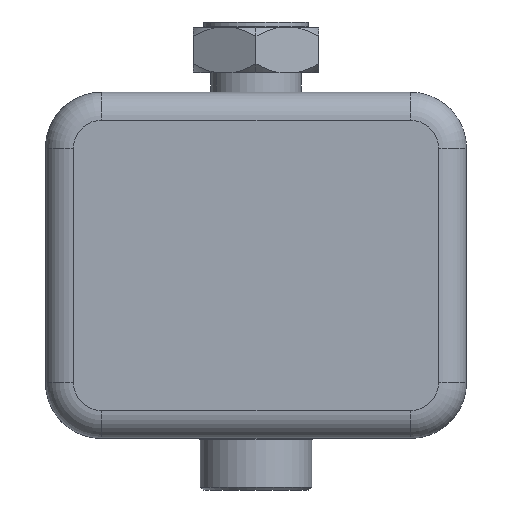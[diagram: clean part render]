
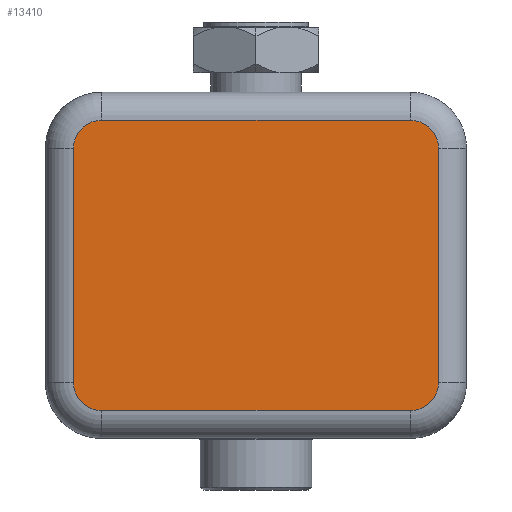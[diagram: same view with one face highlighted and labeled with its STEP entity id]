
A CAD part, left-side view. The second image highlights one B-rep face of the part: STEP entity #13410.
In plain terms, the highlighted planar face has unit normal (-1, 0, 0).
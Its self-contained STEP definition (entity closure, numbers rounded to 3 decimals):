
#12996=CARTESIAN_POINT('Vertex',(-88.,82.5,-77.5)) ;
#12999=CARTESIAN_POINT('Axis2P3D Location',(-88.,82.5,-62.5)) ;
#13003=CARTESIAN_POINT('Vertex',(-88.,97.5,-62.5)) ;
#13023=CARTESIAN_POINT('Line Origine',(-88.,97.5,0.)) ;
#13027=CARTESIAN_POINT('Vertex',(-88.,97.5,62.5)) ;
#13263=CARTESIAN_POINT('Axis2P3D Location',(-88.,82.5,62.5)) ;
#13267=CARTESIAN_POINT('Vertex',(-88.,82.5,77.5)) ;
#13287=CARTESIAN_POINT('Line Origine',(-88.,0.,77.5)) ;
#13291=CARTESIAN_POINT('Vertex',(-88.,-82.5,77.5)) ;
#13311=CARTESIAN_POINT('Axis2P3D Location',(-88.,-82.5,62.5)) ;
#13315=CARTESIAN_POINT('Vertex',(-88.,-97.5,62.5)) ;
#13335=CARTESIAN_POINT('Line Origine',(-88.,-97.5,0.)) ;
#13339=CARTESIAN_POINT('Vertex',(-88.,-97.5,-62.5)) ;
#13359=CARTESIAN_POINT('Axis2P3D Location',(-88.,-82.5,-62.5)) ;
#13363=CARTESIAN_POINT('Vertex',(-88.,-82.5,-77.5)) ;
#13383=CARTESIAN_POINT('Line Origine',(-88.,0.,-77.5)) ;
#13395=CARTESIAN_POINT('Axis2P3D Location',(-88.,0.,0.)) ;
#13025=VECTOR('Line Direction',#13024,1.) ;
#13289=VECTOR('Line Direction',#13288,1.) ;
#13337=VECTOR('Line Direction',#13336,1.) ;
#13385=VECTOR('Line Direction',#13384,1.) ;
#13000=DIRECTION('Axis2P3D Direction',(1.,0.,0.)) ;
#13024=DIRECTION('Vector Direction',(0.,0.,1.)) ;
#13264=DIRECTION('Axis2P3D Direction',(1.,0.,0.)) ;
#13288=DIRECTION('Vector Direction',(0.,1.,0.)) ;
#13312=DIRECTION('Axis2P3D Direction',(1.,0.,0.)) ;
#13336=DIRECTION('Vector Direction',(0.,0.,-1.)) ;
#13360=DIRECTION('Axis2P3D Direction',(1.,0.,0.)) ;
#13384=DIRECTION('Vector Direction',(0.,-1.,0.)) ;
#13396=DIRECTION('Axis2P3D Direction',(1.,0.,0.)) ;
#13397=DIRECTION('Axis2P3D XDirection',(0.,1.,0.)) ;
#13001=AXIS2_PLACEMENT_3D('Circle Axis2P3D',#12999,#13000,$) ;
#13265=AXIS2_PLACEMENT_3D('Circle Axis2P3D',#13263,#13264,$) ;
#13313=AXIS2_PLACEMENT_3D('Circle Axis2P3D',#13311,#13312,$) ;
#13361=AXIS2_PLACEMENT_3D('Circle Axis2P3D',#13359,#13360,$) ;
#13398=AXIS2_PLACEMENT_3D('Plane Axis2P3D',#13395,#13396,#13397) ;
#13026=LINE('Line',#13023,#13025) ;
#13290=LINE('Line',#13287,#13289) ;
#13338=LINE('Line',#13335,#13337) ;
#13386=LINE('Line',#13383,#13385) ;
#13002=CIRCLE('generated circle',#13001,15.) ;
#13266=CIRCLE('generated circle',#13265,15.) ;
#13314=CIRCLE('generated circle',#13313,15.) ;
#13362=CIRCLE('generated circle',#13361,15.) ;
#13399=PLANE('',#13398) ;
#13005=EDGE_CURVE('',#12997,#13004,#13002,.T.) ;
#13029=EDGE_CURVE('',#13004,#13028,#13026,.T.) ;
#13269=EDGE_CURVE('',#13028,#13268,#13266,.T.) ;
#13293=EDGE_CURVE('',#13268,#13292,#13290,.F.) ;
#13317=EDGE_CURVE('',#13292,#13316,#13314,.T.) ;
#13341=EDGE_CURVE('',#13316,#13340,#13338,.T.) ;
#13365=EDGE_CURVE('',#13340,#13364,#13362,.T.) ;
#13387=EDGE_CURVE('',#13364,#12997,#13386,.F.) ;
#13401=ORIENTED_EDGE('',*,*,#13269,.F.) ;
#13402=ORIENTED_EDGE('',*,*,#13029,.F.) ;
#13403=ORIENTED_EDGE('',*,*,#13005,.F.) ;
#13404=ORIENTED_EDGE('',*,*,#13387,.F.) ;
#13405=ORIENTED_EDGE('',*,*,#13365,.F.) ;
#13406=ORIENTED_EDGE('',*,*,#13341,.F.) ;
#13407=ORIENTED_EDGE('',*,*,#13317,.F.) ;
#13408=ORIENTED_EDGE('',*,*,#13293,.F.) ;
#13400=EDGE_LOOP('',(#13401,#13402,#13403,#13404,#13405,#13406,#13407,#13408)) ;
#12997=VERTEX_POINT('',#12996) ;
#13004=VERTEX_POINT('',#13003) ;
#13028=VERTEX_POINT('',#13027) ;
#13268=VERTEX_POINT('',#13267) ;
#13292=VERTEX_POINT('',#13291) ;
#13316=VERTEX_POINT('',#13315) ;
#13340=VERTEX_POINT('',#13339) ;
#13364=VERTEX_POINT('',#13363) ;
#13410=ADVANCED_FACE('PartBody',(#13409),#13399,.F.) ;
#13409=FACE_OUTER_BOUND('',#13400,.T.) ;
